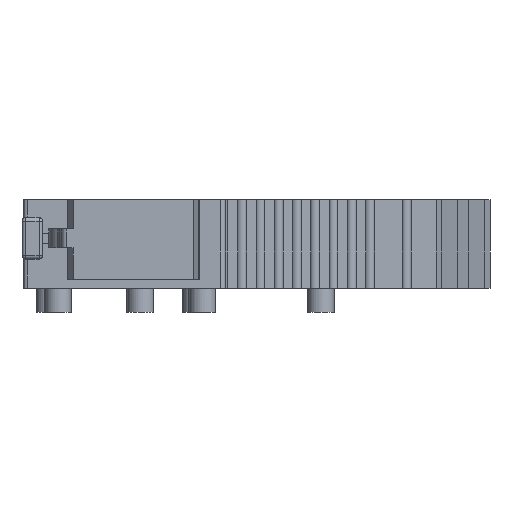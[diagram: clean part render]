
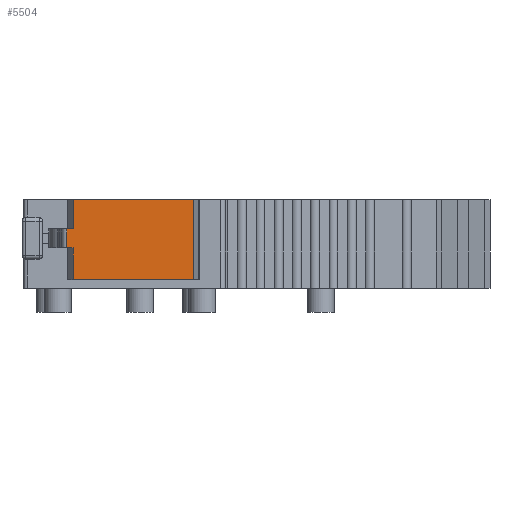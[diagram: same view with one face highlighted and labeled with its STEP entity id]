
A CAD part, front view. The second image highlights one B-rep face of the part: STEP entity #5504.
In plain terms, the highlighted planar face has unit normal (0, -1, 0).
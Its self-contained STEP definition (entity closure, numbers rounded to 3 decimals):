
#19 = DIRECTION ( 'NONE',  ( 1., 0., 0. ) ) ;
#90 = VERTEX_POINT ( 'NONE', #4092 ) ;
#158 = LINE ( 'NONE', #1982, #4566 ) ;
#182 = VECTOR ( 'NONE', #3036, 1000. ) ;
#336 = VERTEX_POINT ( 'NONE', #2275 ) ;
#542 = EDGE_CURVE ( 'NONE', #336, #90, #945, .T. ) ;
#779 = ORIENTED_EDGE ( 'NONE', *, *, #1658, .T. ) ;
#827 = DIRECTION ( 'NONE',  ( 0., 0., -1. ) ) ;
#848 = VECTOR ( 'NONE', #827, 1000. ) ;
#853 = ORIENTED_EDGE ( 'NONE', *, *, #542, .F. ) ;
#945 = LINE ( 'NONE', #2085, #182 ) ;
#947 = VERTEX_POINT ( 'NONE', #1738 ) ;
#1054 = FACE_OUTER_BOUND ( 'NONE', #1312, .T. ) ;
#1285 = CARTESIAN_POINT ( 'NONE',  ( -3.496, 0., 5.05 ) ) ;
#1312 = EDGE_LOOP ( 'NONE', ( #853, #4922, #1837, #2350, #5428, #779, #6165, #5483 ) ) ;
#1434 = VERTEX_POINT ( 'NONE', #3358 ) ;
#1528 = AXIS2_PLACEMENT_3D ( 'NONE', #4115, #5149, #5648 ) ;
#1658 = EDGE_CURVE ( 'NONE', #5223, #1666, #4732, .T. ) ;
#1666 = VERTEX_POINT ( 'NONE', #3832 ) ;
#1732 = EDGE_CURVE ( 'NONE', #4360, #90, #3444, .T. ) ;
#1738 = CARTESIAN_POINT ( 'NONE',  ( -3.496, 0., 3.45 ) ) ;
#1754 = CARTESIAN_POINT ( 'NONE',  ( -3.864, 0., 5.05 ) ) ;
#1837 = ORIENTED_EDGE ( 'NONE', *, *, #4437, .F. ) ;
#1982 = CARTESIAN_POINT ( 'NONE',  ( -3.496, 0., 0.5 ) ) ;
#2085 = CARTESIAN_POINT ( 'NONE',  ( 0., 0., 5.15 ) ) ;
#2275 = CARTESIAN_POINT ( 'NONE',  ( -3.496, 0., 5.15 ) ) ;
#2350 = ORIENTED_EDGE ( 'NONE', *, *, #4874, .T. ) ;
#2589 = DIRECTION ( 'NONE',  ( -1., 0., 0. ) ) ;
#2751 = LINE ( 'NONE', #5385, #5954 ) ;
#2995 = LINE ( 'NONE', #1285, #848 ) ;
#3006 = CARTESIAN_POINT ( 'NONE',  ( -3.864, 0., 2.35 ) ) ;
#3036 = DIRECTION ( 'NONE',  ( 1., 0., 0. ) ) ;
#3235 = EDGE_CURVE ( 'NONE', #336, #947, #2995, .T. ) ;
#3358 = CARTESIAN_POINT ( 'NONE',  ( -3.864, 0., 3.45 ) ) ;
#3444 = LINE ( 'NONE', #3458, #4664 ) ;
#3458 = CARTESIAN_POINT ( 'NONE',  ( 3.504, 0., 5.05 ) ) ;
#3496 = VECTOR ( 'NONE', #2589, 1000. ) ;
#3575 = PLANE ( 'NONE',  #1528 ) ;
#3832 = CARTESIAN_POINT ( 'NONE',  ( -3.496, 0., 0.5 ) ) ;
#3917 = VERTEX_POINT ( 'NONE', #3006 ) ;
#3919 = EDGE_CURVE ( 'NONE', #1666, #4360, #158, .T. ) ;
#4025 = CARTESIAN_POINT ( 'NONE',  ( -4.596, 0., 2.35 ) ) ;
#4092 = CARTESIAN_POINT ( 'NONE',  ( 3.504, 0., 5.15 ) ) ;
#4115 = CARTESIAN_POINT ( 'NONE',  ( -3.496, 0., 5.05 ) ) ;
#4245 = VECTOR ( 'NONE', #4592, 1000. ) ;
#4324 = CARTESIAN_POINT ( 'NONE',  ( -3.496, 0., 5.05 ) ) ;
#4360 = VERTEX_POINT ( 'NONE', #5293 ) ;
#4361 = DIRECTION ( 'NONE',  ( 1., 0., 0. ) ) ;
#4437 = EDGE_CURVE ( 'NONE', #1434, #947, #2751, .T. ) ;
#4566 = VECTOR ( 'NONE', #19, 1000. ) ;
#4592 = DIRECTION ( 'NONE',  ( 0., 0., -1. ) ) ;
#4664 = VECTOR ( 'NONE', #4988, 1000. ) ;
#4732 = LINE ( 'NONE', #4324, #5049 ) ;
#4874 = EDGE_CURVE ( 'NONE', #1434, #3917, #5723, .T. ) ;
#4922 = ORIENTED_EDGE ( 'NONE', *, *, #3235, .T. ) ;
#4988 = DIRECTION ( 'NONE',  ( 0., 0., 1. ) ) ;
#5049 = VECTOR ( 'NONE', #5320, 1000. ) ;
#5149 = DIRECTION ( 'NONE',  ( 0., -1., 0. ) ) ;
#5223 = VERTEX_POINT ( 'NONE', #6185 ) ;
#5293 = CARTESIAN_POINT ( 'NONE',  ( 3.504, 0., 0.5 ) ) ;
#5320 = DIRECTION ( 'NONE',  ( 0., 0., -1. ) ) ;
#5385 = CARTESIAN_POINT ( 'NONE',  ( -4.796, 0., 3.45 ) ) ;
#5428 = ORIENTED_EDGE ( 'NONE', *, *, #5463, .F. ) ;
#5463 = EDGE_CURVE ( 'NONE', #5223, #3917, #5939, .T. ) ;
#5483 = ORIENTED_EDGE ( 'NONE', *, *, #1732, .T. ) ;
#5504 = ADVANCED_FACE ( 'NONE', ( #1054 ), #3575, .T. ) ;
#5648 = DIRECTION ( 'NONE',  ( 0., 0., -1. ) ) ;
#5723 = LINE ( 'NONE', #1754, #4245 ) ;
#5939 = LINE ( 'NONE', #4025, #3496 ) ;
#5954 = VECTOR ( 'NONE', #4361, 1000. ) ;
#6165 = ORIENTED_EDGE ( 'NONE', *, *, #3919, .T. ) ;
#6185 = CARTESIAN_POINT ( 'NONE',  ( -3.496, 0., 2.35 ) ) ;
